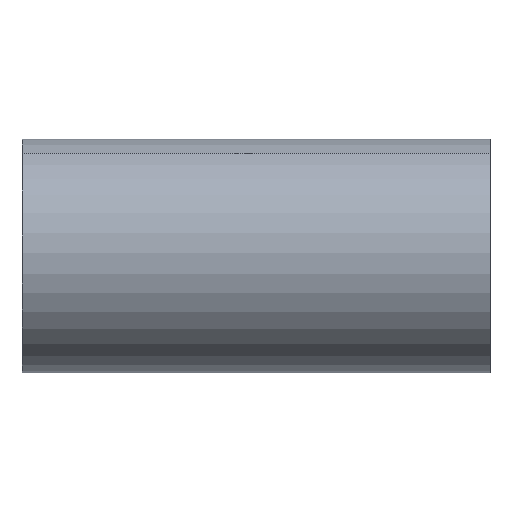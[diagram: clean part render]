
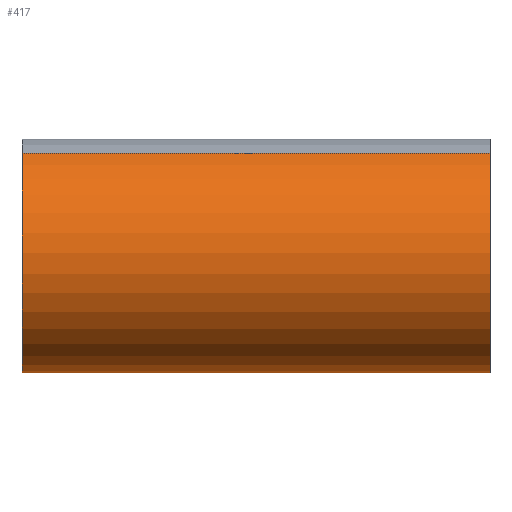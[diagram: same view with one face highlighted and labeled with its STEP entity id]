
A CAD part, front view. The second image highlights one B-rep face of the part: STEP entity #417.
In plain terms, the highlighted cylindrical face has radius 160 mm (diameter 320 mm), a partial arc.
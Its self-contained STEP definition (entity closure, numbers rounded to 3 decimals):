
#283=CARTESIAN_POINT('Vertex',(20.,76.708,-140.413)) ;
#290=CARTESIAN_POINT('Vertex',(20.,-76.708,140.413)) ;
#293=CARTESIAN_POINT('Axis2P3D Location',(20.,0.,0.)) ;
#387=CARTESIAN_POINT('Axis2P3D Location',(-300.,0.,0.)) ;
#392=CARTESIAN_POINT('Line Origine',(-300.,76.708,-140.413)) ;
#396=CARTESIAN_POINT('Vertex',(-620.,76.708,-140.413)) ;
#399=CARTESIAN_POINT('Line Origine',(-300.,-76.708,140.413)) ;
#403=CARTESIAN_POINT('Vertex',(-620.,-76.708,140.413)) ;
#406=CARTESIAN_POINT('Axis2P3D Location',(-620.,0.,0.)) ;
#294=DIRECTION('Axis2P3D Direction',(1.,0.,0.)) ;
#388=DIRECTION('Axis2P3D Direction',(1.,0.,0.)) ;
#389=DIRECTION('Axis2P3D XDirection',(0.,-0.479,0.878)) ;
#393=DIRECTION('Vector Direction',(1.,0.,0.)) ;
#400=DIRECTION('Vector Direction',(1.,0.,0.)) ;
#407=DIRECTION('Axis2P3D Direction',(1.,0.,0.)) ;
#295=AXIS2_PLACEMENT_3D('Circle Axis2P3D',#293,#294,$) ;
#390=AXIS2_PLACEMENT_3D('Cylinder Axis2P3D',#387,#388,#389) ;
#408=AXIS2_PLACEMENT_3D('Circle Axis2P3D',#406,#407,$) ;
#412=ORIENTED_EDGE('',*,*,#398,.F.) ;
#413=ORIENTED_EDGE('',*,*,#297,.F.) ;
#414=ORIENTED_EDGE('',*,*,#405,.T.) ;
#415=ORIENTED_EDGE('',*,*,#410,.F.) ;
#394=VECTOR('Line Direction',#393,1.) ;
#401=VECTOR('Line Direction',#400,1.) ;
#417=ADVANCED_FACE('PartBody',(#416),#391,.T.) ;
#296=CIRCLE('generated circle',#295,160.) ;
#409=CIRCLE('generated circle',#408,160.) ;
#391=CYLINDRICAL_SURFACE('generated cylinder',#390,160.) ;
#297=EDGE_CURVE('',#291,#284,#296,.T.) ;
#398=EDGE_CURVE('',#284,#397,#395,.F.) ;
#405=EDGE_CURVE('',#291,#404,#402,.F.) ;
#410=EDGE_CURVE('',#397,#404,#409,.F.) ;
#411=EDGE_LOOP('',(#412,#413,#414,#415)) ;
#416=FACE_OUTER_BOUND('',#411,.T.) ;
#395=LINE('Line',#392,#394) ;
#402=LINE('Line',#399,#401) ;
#284=VERTEX_POINT('',#283) ;
#291=VERTEX_POINT('',#290) ;
#397=VERTEX_POINT('',#396) ;
#404=VERTEX_POINT('',#403) ;
